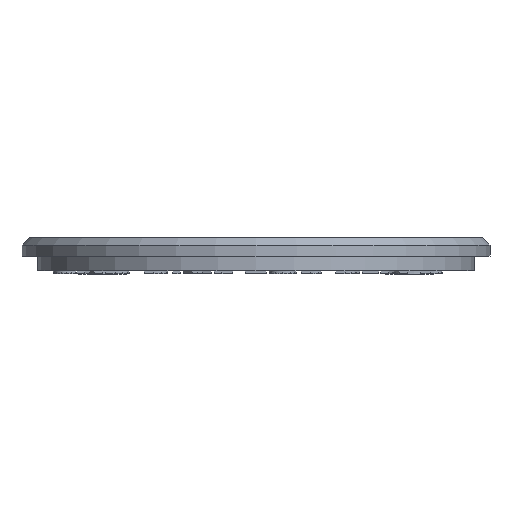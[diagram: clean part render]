
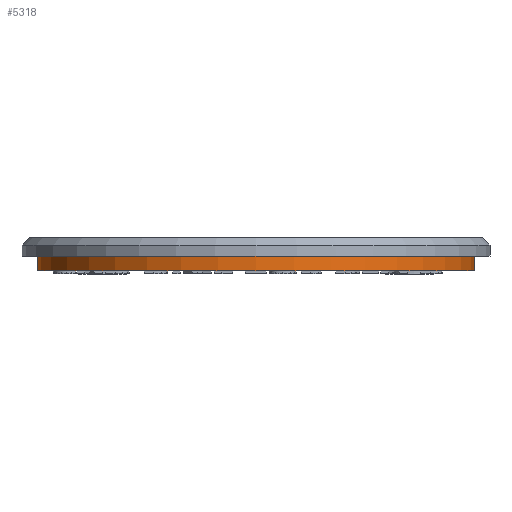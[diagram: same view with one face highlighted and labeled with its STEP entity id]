
A CAD part, front view. The second image highlights one B-rep face of the part: STEP entity #5318.
In plain terms, the highlighted cylindrical face has radius 29.9 mm (diameter 59.8 mm), a partial arc.
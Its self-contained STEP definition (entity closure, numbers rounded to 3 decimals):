
#95 = PLANE('',#96);
#96 = AXIS2_PLACEMENT_3D('',#97,#98,#99);
#97 = CARTESIAN_POINT('',(0.,16.27,2.5));
#98 = DIRECTION('',(0.,0.,1.));
#99 = DIRECTION('',(1.,0.,0.));
#486 = VERTEX_POINT('',#487);
#487 = CARTESIAN_POINT('',(29.9,-35.,2.5));
#501 = PLANE('',#502);
#502 = AXIS2_PLACEMENT_3D('',#503,#504,#505);
#503 = CARTESIAN_POINT('',(29.9,-35.,2.5));
#504 = DIRECTION('',(1.,0.,0.));
#505 = DIRECTION('',(0.,1.,0.));
#513 = EDGE_CURVE('',#486,#514,#516,.T.);
#514 = VERTEX_POINT('',#515);
#515 = CARTESIAN_POINT('',(-29.9,-35.,2.5));
#516 = SURFACE_CURVE('',#517,(#522,#533),.PCURVE_S1.);
#517 = CIRCLE('',#518,29.9);
#518 = AXIS2_PLACEMENT_3D('',#519,#520,#521);
#519 = CARTESIAN_POINT('',(0.,-35.,2.5));
#520 = DIRECTION('',(0.,0.,-1.));
#521 = DIRECTION('',(-1.,0.,0.));
#522 = PCURVE('',#95,#523);
#523 = DEFINITIONAL_REPRESENTATION('',(#524),#532);
#524 = ( BOUNDED_CURVE() B_SPLINE_CURVE(2,(#525,#526,#527,#528,#529,#530
,#531),.UNSPECIFIED.,.T.,.F.) B_SPLINE_CURVE_WITH_KNOTS((1,2,2,2,2,1),(
    -2.094,0.,2.094,4.189,6.283,
8.378),.UNSPECIFIED.) CURVE() GEOMETRIC_REPRESENTATION_ITEM() 
RATIONAL_B_SPLINE_CURVE((1.,0.5,1.,0.5,1.,0.5,1.)) REPRESENTATION_ITEM(
  '') );
#525 = CARTESIAN_POINT('',(-29.9,-51.27));
#526 = CARTESIAN_POINT('',(-29.9,0.518));
#527 = CARTESIAN_POINT('',(14.95,-25.376));
#528 = CARTESIAN_POINT('',(59.8,-51.27));
#529 = CARTESIAN_POINT('',(14.95,-77.164));
#530 = CARTESIAN_POINT('',(-29.9,-103.059));
#531 = CARTESIAN_POINT('',(-29.9,-51.27));
#532 = ( GEOMETRIC_REPRESENTATION_CONTEXT(2) 
PARAMETRIC_REPRESENTATION_CONTEXT() REPRESENTATION_CONTEXT('2D SPACE',''
  ) );
#533 = PCURVE('',#534,#539);
#534 = CYLINDRICAL_SURFACE('',#535,29.9);
#535 = AXIS2_PLACEMENT_3D('',#536,#537,#538);
#536 = CARTESIAN_POINT('',(0.,-35.,2.5));
#537 = DIRECTION('',(0.,0.,1.));
#538 = DIRECTION('',(-1.,0.,0.));
#539 = DEFINITIONAL_REPRESENTATION('',(#540),#544);
#540 = LINE('',#541,#542);
#541 = CARTESIAN_POINT('',(-0.,0.));
#542 = VECTOR('',#543,1.);
#543 = DIRECTION('',(-1.,0.));
#544 = ( GEOMETRIC_REPRESENTATION_CONTEXT(2) 
PARAMETRIC_REPRESENTATION_CONTEXT() REPRESENTATION_CONTEXT('2D SPACE',''
  ) );
#562 = PLANE('',#563);
#563 = AXIS2_PLACEMENT_3D('',#564,#565,#566);
#564 = CARTESIAN_POINT('',(-29.9,82.9,2.5));
#565 = DIRECTION('',(-1.,0.,0.));
#566 = DIRECTION('',(0.,-1.,0.));
#5138 = PLANE('',#5139);
#5139 = AXIS2_PLACEMENT_3D('',#5140,#5141,#5142);
#5140 = CARTESIAN_POINT('',(0.,18.163,0.5));
#5141 = DIRECTION('',(0.,0.,1.));
#5142 = DIRECTION('',(1.,0.,0.));
#5224 = EDGE_CURVE('',#486,#5225,#5227,.T.);
#5225 = VERTEX_POINT('',#5226);
#5226 = CARTESIAN_POINT('',(29.9,-35.,0.5));
#5227 = SURFACE_CURVE('',#5228,(#5232,#5239),.PCURVE_S1.);
#5228 = LINE('',#5229,#5230);
#5229 = CARTESIAN_POINT('',(29.9,-35.,2.5));
#5230 = VECTOR('',#5231,1.);
#5231 = DIRECTION('',(-0.,-0.,-1.));
#5232 = PCURVE('',#501,#5233);
#5233 = DEFINITIONAL_REPRESENTATION('',(#5234),#5238);
#5234 = LINE('',#5235,#5236);
#5235 = CARTESIAN_POINT('',(0.,0.));
#5236 = VECTOR('',#5237,1.);
#5237 = DIRECTION('',(0.,-1.));
#5238 = ( GEOMETRIC_REPRESENTATION_CONTEXT(2) 
PARAMETRIC_REPRESENTATION_CONTEXT() REPRESENTATION_CONTEXT('2D SPACE',''
  ) );
#5239 = PCURVE('',#534,#5240);
#5240 = DEFINITIONAL_REPRESENTATION('',(#5241),#5245);
#5241 = LINE('',#5242,#5243);
#5242 = CARTESIAN_POINT('',(-3.142,0.));
#5243 = VECTOR('',#5244,1.);
#5244 = DIRECTION('',(-0.,-1.));
#5245 = ( GEOMETRIC_REPRESENTATION_CONTEXT(2) 
PARAMETRIC_REPRESENTATION_CONTEXT() REPRESENTATION_CONTEXT('2D SPACE',''
  ) );
#5318 = ADVANCED_FACE('',(#5319),#534,.T.);
#5319 = FACE_BOUND('',#5320,.F.);
#5320 = EDGE_LOOP('',(#5321,#5322,#5323,#5347));
#5321 = ORIENTED_EDGE('',*,*,#513,.F.);
#5322 = ORIENTED_EDGE('',*,*,#5224,.T.);
#5323 = ORIENTED_EDGE('',*,*,#5324,.F.);
#5324 = EDGE_CURVE('',#5325,#5225,#5327,.T.);
#5325 = VERTEX_POINT('',#5326);
#5326 = CARTESIAN_POINT('',(-29.9,-35.,0.5));
#5327 = SURFACE_CURVE('',#5328,(#5333,#5340),.PCURVE_S1.);
#5328 = CIRCLE('',#5329,29.9);
#5329 = AXIS2_PLACEMENT_3D('',#5330,#5331,#5332);
#5330 = CARTESIAN_POINT('',(0.,-35.,0.5));
#5331 = DIRECTION('',(0.,-0.,1.));
#5332 = DIRECTION('',(-1.,0.,0.));
#5333 = PCURVE('',#534,#5334);
#5334 = DEFINITIONAL_REPRESENTATION('',(#5335),#5339);
#5335 = LINE('',#5336,#5337);
#5336 = CARTESIAN_POINT('',(-6.283,-2.));
#5337 = VECTOR('',#5338,1.);
#5338 = DIRECTION('',(1.,-0.));
#5339 = ( GEOMETRIC_REPRESENTATION_CONTEXT(2) 
PARAMETRIC_REPRESENTATION_CONTEXT() REPRESENTATION_CONTEXT('2D SPACE',''
  ) );
#5340 = PCURVE('',#5138,#5341);
#5341 = DEFINITIONAL_REPRESENTATION('',(#5342),#5346);
#5342 = CIRCLE('',#5343,29.9);
#5343 = AXIS2_PLACEMENT_2D('',#5344,#5345);
#5344 = CARTESIAN_POINT('',(0.,-53.163));
#5345 = DIRECTION('',(-1.,0.));
#5346 = ( GEOMETRIC_REPRESENTATION_CONTEXT(2) 
PARAMETRIC_REPRESENTATION_CONTEXT() REPRESENTATION_CONTEXT('2D SPACE',''
  ) );
#5347 = ORIENTED_EDGE('',*,*,#5348,.F.);
#5348 = EDGE_CURVE('',#514,#5325,#5349,.T.);
#5349 = SURFACE_CURVE('',#5350,(#5354,#5361),.PCURVE_S1.);
#5350 = LINE('',#5351,#5352);
#5351 = CARTESIAN_POINT('',(-29.9,-35.,2.5));
#5352 = VECTOR('',#5353,1.);
#5353 = DIRECTION('',(-0.,-0.,-1.));
#5354 = PCURVE('',#534,#5355);
#5355 = DEFINITIONAL_REPRESENTATION('',(#5356),#5360);
#5356 = LINE('',#5357,#5358);
#5357 = CARTESIAN_POINT('',(-6.283,0.));
#5358 = VECTOR('',#5359,1.);
#5359 = DIRECTION('',(-0.,-1.));
#5360 = ( GEOMETRIC_REPRESENTATION_CONTEXT(2) 
PARAMETRIC_REPRESENTATION_CONTEXT() REPRESENTATION_CONTEXT('2D SPACE',''
  ) );
#5361 = PCURVE('',#562,#5362);
#5362 = DEFINITIONAL_REPRESENTATION('',(#5363),#5367);
#5363 = LINE('',#5364,#5365);
#5364 = CARTESIAN_POINT('',(117.9,0.));
#5365 = VECTOR('',#5366,1.);
#5366 = DIRECTION('',(0.,-1.));
#5367 = ( GEOMETRIC_REPRESENTATION_CONTEXT(2) 
PARAMETRIC_REPRESENTATION_CONTEXT() REPRESENTATION_CONTEXT('2D SPACE',''
  ) );
